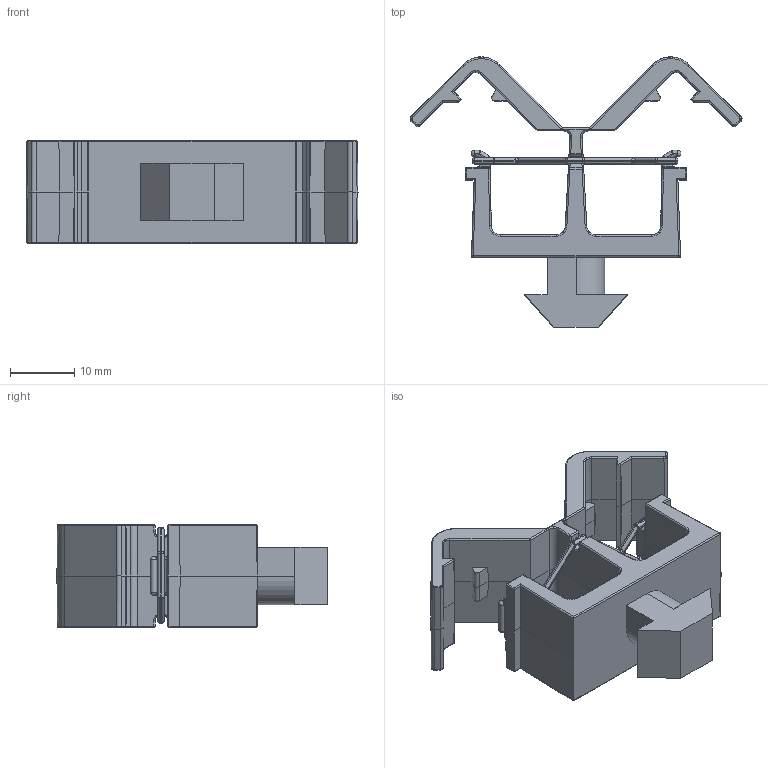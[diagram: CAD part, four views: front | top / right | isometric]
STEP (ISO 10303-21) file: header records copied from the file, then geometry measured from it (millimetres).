
FILE_DESCRIPTION(/* description */ (''),/* implementation_level */ '2;1');
FILE_NAME(/* name */ '81353_KriTec_Clip-Kabelbinder_mit_Gummi_und_Einschwenkfuss_fuer_Profilnut_10.stp',/* time_stamp */ '2015-02-10T08:51:40+01:00',/* author */ ('kostic'),/* organization */ (''),/* preprocessor_version */ 'ST-DEVELOPER v15.2',/* originating_system */ 'Autodesk Inventor 2014',/* authorisation */ '');
FILE_SCHEMA (('AUTOMOTIVE_DESIGN { 1 0 10303 214 3 1 1 }'));
Length unit declared in the file: millimetre
Products named in the file (3): 81353_KriTec_Clip-Kabelbinder_mit_Gummi_und_Einschwenkfuss_fuer_Profi
lnut_10; Gummi
Bounding box: 51.73 x 42.09 x 16 mm (x, y, z)
Volume: 7062 mm3; surface area: 6089.2 mm2
Topology: 2 solids, 2 shells, 594 faces, 1391 edges, 736 vertices
Faces by surface type: cylinder 258, plane 158, bspline 122, sphere 48, torus 4, cone 4
Entity records: 18574 total; most frequent: CARTESIAN_POINT 5178, DIRECTION 2845, ORIENTED_EDGE 2650, EDGE_CURVE 1325, AXIS2_PLACEMENT_3D 1089, VERTEX_POINT 736, LINE 667, VECTOR 667
